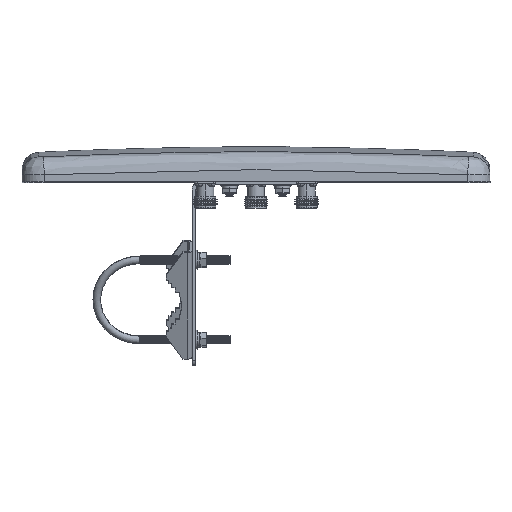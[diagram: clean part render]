
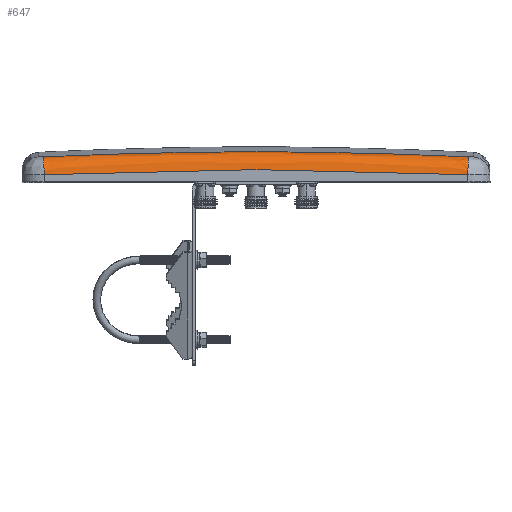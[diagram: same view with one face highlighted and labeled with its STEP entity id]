
A CAD part, top view. The second image highlights one B-rep face of the part: STEP entity #647.
In plain terms, the highlighted free-form (B-spline) face has degree [3, 3] with [4, 4] control points.
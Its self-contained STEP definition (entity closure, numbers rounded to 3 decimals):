
#189 = VERTEX_POINT ( 'NONE', #19241 ) ;
#198 = EDGE_CURVE ( 'NONE', #189, #225, #19223, .T. ) ;
#225 = VERTEX_POINT ( 'NONE', #19303 ) ;
#474 = EDGE_CURVE ( 'NONE', #18324, #18328, #19900, .T. ) ;
#531 = ORIENTED_EDGE ( 'NONE', *, *, #474, .T. ) ;
#586 = ORIENTED_EDGE ( 'NONE', *, *, #671, .F. ) ;
#628 = ORIENTED_EDGE ( 'NONE', *, *, #693, .T. ) ;
#631 = ORIENTED_EDGE ( 'NONE', *, *, #198, .F. ) ;
#647 = ADVANCED_FACE ( 'NONE', ( #20388 ), #20384, .T. ) ;
#671 = EDGE_CURVE ( 'NONE', #225, #18328, #20453, .T. ) ;
#687 = EDGE_LOOP ( 'NONE', ( #586, #631, #628, #531 ) ) ;
#693 = EDGE_CURVE ( 'NONE', #189, #18324, #20527, .T. ) ;
#18324 = VERTEX_POINT ( 'NONE', #58869 ) ;
#18328 = VERTEX_POINT ( 'NONE', #58904 ) ;
#19223 = CIRCLE ( 'NONE', #19288, 119.042 ) ;
#19241 = CARTESIAN_POINT ( 'NONE',  ( -5.633, 0.805, 5.751 ) ) ;
#19262 = DIRECTION ( 'NONE',  ( 0., 0., -1. ) ) ;
#19287 = DIRECTION ( 'NONE',  ( -0.048, 0.999, 0. ) ) ;
#19288 = AXIS2_PLACEMENT_3D ( 'NONE', #19293, #19262, #19287 ) ;
#19293 = CARTESIAN_POINT ( 'NONE',  ( 0., -118.104, 5.751 ) ) ;
#19303 = CARTESIAN_POINT ( 'NONE',  ( 5.633, 0.805, 5.751 ) ) ;
#19894 = CARTESIAN_POINT ( 'NONE',  ( 5.61, 0.334, 6.201 ) ) ;
#19895 = CARTESIAN_POINT ( 'NONE',  ( 1.871, 0.511, 6.201 ) ) ;
#19896 = CARTESIAN_POINT ( 'NONE',  ( -1.871, 0.511, 6.201 ) ) ;
#19897 = CARTESIAN_POINT ( 'NONE',  ( -5.61, 0.334, 6.201 ) ) ;
#19900 =( BOUNDED_CURVE ( )  B_SPLINE_CURVE ( 3, ( #19897, #19896, #19895, #19894 ),
 .UNSPECIFIED., .F., .T. ) 
 B_SPLINE_CURVE_WITH_KNOTS ( ( 4, 4 ),
 ( 0., 1. ),
 .UNSPECIFIED. ) 
 CURVE ( )  GEOMETRIC_REPRESENTATION_ITEM ( )  RATIONAL_B_SPLINE_CURVE ( ( 1., 0.999, 0.999, 1. ) ) 
 REPRESENTATION_ITEM ( '' )  );
#20384 =( BOUNDED_SURFACE ( )  B_SPLINE_SURFACE ( 3, 3, ( 
 ( #20423, #20422, #20421, #20420 ),
 ( #20419, #20418, #20417, #20416 ),
 ( #20415, #20414, #20413, #20412 ),
 ( #20411, #20410, #20409, #20408 ) ),
 .UNSPECIFIED., .F., .F., .F. ) 
 B_SPLINE_SURFACE_WITH_KNOTS ( ( 4, 4 ),
 ( 4, 4 ),
 ( 0., 1. ),
 ( 0., 1. ),
 .UNSPECIFIED. ) 
 GEOMETRIC_REPRESENTATION_ITEM ( )  RATIONAL_B_SPLINE_SURFACE ( (
 ( 1., 0.999, 0.999, 1.),
 ( 0.816, 0.815, 0.815, 0.816),
 ( 0.816, 0.815, 0.815, 0.816),
 ( 1., 0.999, 0.999, 1.) ) ) 
 REPRESENTATION_ITEM ( '' )  SURFACE ( )  );
#20388 = FACE_OUTER_BOUND ( 'NONE', #687, .T. ) ;
#20408 = CARTESIAN_POINT ( 'NONE',  ( 5.61, 0.334, 6.201 ) ) ;
#20409 = CARTESIAN_POINT ( 'NONE',  ( 1.871, 0.511, 6.201 ) ) ;
#20410 = CARTESIAN_POINT ( 'NONE',  ( -1.871, 0.511, 6.201 ) ) ;
#20411 = CARTESIAN_POINT ( 'NONE',  ( -5.61, 0.334, 6.201 ) ) ;
#20412 = CARTESIAN_POINT ( 'NONE',  ( 5.623, 0.6, 6.201 ) ) ;
#20413 = CARTESIAN_POINT ( 'NONE',  ( 1.876, 0.777, 6.201 ) ) ;
#20414 = CARTESIAN_POINT ( 'NONE',  ( -1.876, 0.777, 6.201 ) ) ;
#20415 = CARTESIAN_POINT ( 'NONE',  ( -5.623, 0.6, 6.201 ) ) ;
#20416 = CARTESIAN_POINT ( 'NONE',  ( 5.632, 0.793, 6.017 ) ) ;
#20417 = CARTESIAN_POINT ( 'NONE',  ( 1.879, 0.97, 6.017 ) ) ;
#20418 = CARTESIAN_POINT ( 'NONE',  ( -1.879, 0.97, 6.017 ) ) ;
#20419 = CARTESIAN_POINT ( 'NONE',  ( -5.632, 0.793, 6.017 ) ) ;
#20420 = CARTESIAN_POINT ( 'NONE',  ( 5.633, 0.805, 5.751 ) ) ;
#20421 = CARTESIAN_POINT ( 'NONE',  ( 1.879, 0.983, 5.751 ) ) ;
#20422 = CARTESIAN_POINT ( 'NONE',  ( -1.879, 0.983, 5.751 ) ) ;
#20423 = CARTESIAN_POINT ( 'NONE',  ( -5.633, 0.805, 5.751 ) ) ;
#20449 = CARTESIAN_POINT ( 'NONE',  ( 5.61, 0.334, 6.201 ) ) ;
#20450 = CARTESIAN_POINT ( 'NONE',  ( 5.632, 0.784, 6.201 ) ) ;
#20451 = CARTESIAN_POINT ( 'NONE',  ( 5.633, 0.805, 5.751 ) ) ;
#20453 =( BOUNDED_CURVE ( )  B_SPLINE_CURVE ( 2, ( #20451, #20450, #20449 ),
 .UNSPECIFIED., .F., .T. ) 
 B_SPLINE_CURVE_WITH_KNOTS ( ( 3, 3 ),
 ( 0., 1. ),
 .UNSPECIFIED. ) 
 CURVE ( )  GEOMETRIC_REPRESENTATION_ITEM ( )  RATIONAL_B_SPLINE_CURVE ( ( 1., 0.724, 1. ) ) 
 REPRESENTATION_ITEM ( '' )  );
#20527 =( BOUNDED_CURVE ( )  B_SPLINE_CURVE ( 3, ( #20575, #20574, #20573, #20572 ),
 .UNSPECIFIED., .F., .T. ) 
 B_SPLINE_CURVE_WITH_KNOTS ( ( 4, 4 ),
 ( 0., 1. ),
 .UNSPECIFIED. ) 
 CURVE ( )  GEOMETRIC_REPRESENTATION_ITEM ( )  RATIONAL_B_SPLINE_CURVE ( ( 1., 0.816, 0.816, 1. ) ) 
 REPRESENTATION_ITEM ( '' )  );
#20572 = CARTESIAN_POINT ( 'NONE',  ( -5.61, 0.334, 6.201 ) ) ;
#20573 = CARTESIAN_POINT ( 'NONE',  ( -5.623, 0.6, 6.201 ) ) ;
#20574 = CARTESIAN_POINT ( 'NONE',  ( -5.632, 0.793, 6.017 ) ) ;
#20575 = CARTESIAN_POINT ( 'NONE',  ( -5.633, 0.805, 5.751 ) ) ;
#58869 = CARTESIAN_POINT ( 'NONE',  ( -5.61, 0.334, 6.201 ) ) ;
#58904 = CARTESIAN_POINT ( 'NONE',  ( 5.61, 0.334, 6.201 ) ) ;
